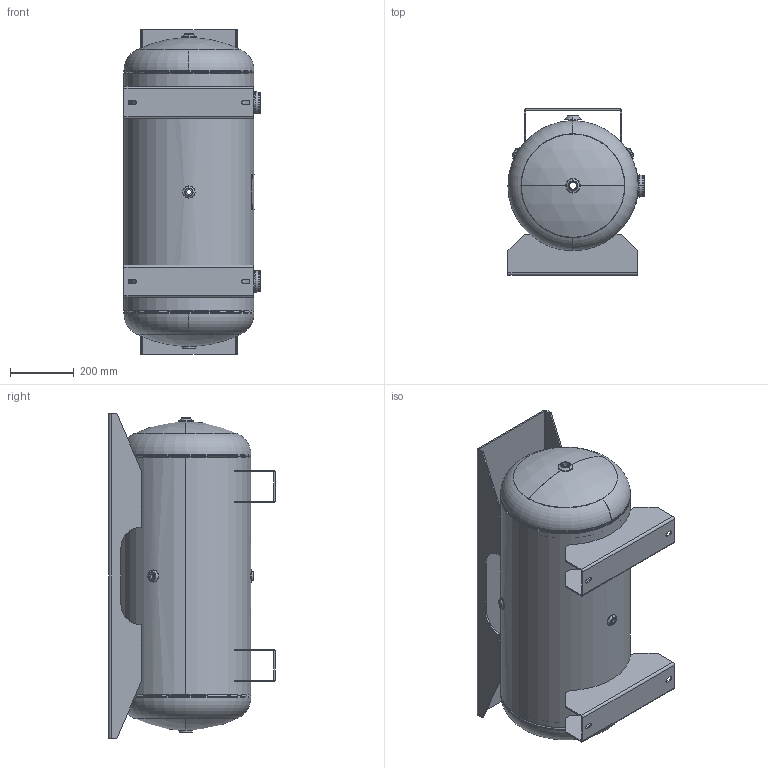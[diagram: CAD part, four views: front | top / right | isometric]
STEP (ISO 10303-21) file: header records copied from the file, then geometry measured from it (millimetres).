
FILE_DESCRIPTION (( 'STEP AP203' ), '1' );
FILE_NAME ('302686.STEP', '2012-05-11T16:28:45', ( '' ), ( '' ), 'SwSTEP 2.0', 'SolidWorks 2012', '' );
FILE_SCHEMA (( 'CONFIG_CONTROL_DESIGN' ));
Length unit declared in the file: inch
Products named in the file (1): 302686
Bounding box: 425.45 x 520.62 x 1016 mm (x, y, z)
Surface area: 4066622 mm2 (no closed solid volume)
Topology: 0 solids, 31 shells, 285 faces, 726 edges, 458 vertices
Faces by surface type: plane 102, cylinder 89, torus 74, bspline 12, sphere 8
Entity records: 12052 total; most frequent: CARTESIAN_POINT 5027, DIRECTION 1566, ORIENTED_EDGE 1288, EDGE_CURVE 726, AXIS2_PLACEMENT_3D 642, VERTEX_POINT 458, CIRCLE 368, EDGE_LOOP 327
